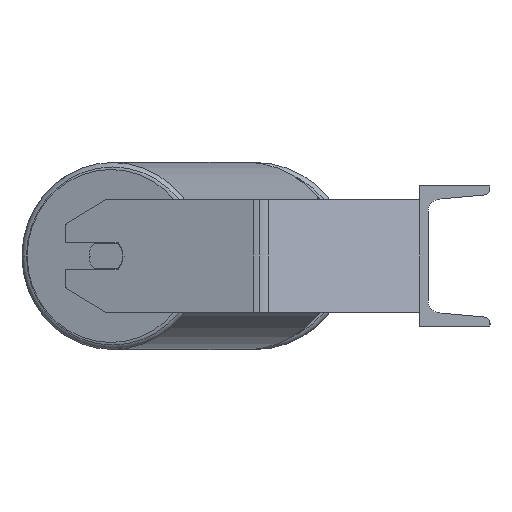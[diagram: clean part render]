
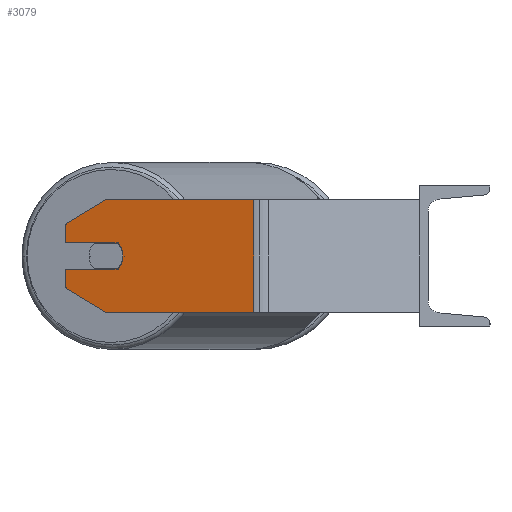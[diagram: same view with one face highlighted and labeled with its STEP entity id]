
A CAD part, left-side view. The second image highlights one B-rep face of the part: STEP entity #3079.
In plain terms, the highlighted planar face has unit normal (-0.966, 0.259, 0).
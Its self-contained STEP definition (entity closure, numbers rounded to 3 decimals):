
#52 = ORIENTED_EDGE ( 'NONE', *, *, #4994, .F. ) ;
#336 = CARTESIAN_POINT ( 'NONE',  ( -609.957, 215.262, -9.5 ) ) ;
#376 = CARTESIAN_POINT ( 'NONE',  ( -635.973, 118.169, 40. ) ) ;
#377 = CARTESIAN_POINT ( 'NONE',  ( -607.854, 223.109, -40. ) ) ;
#412 = CARTESIAN_POINT ( 'NONE',  ( -600.09, 252.087, 40. ) ) ;
#581 = VERTEX_POINT ( 'NONE', #9090 ) ;
#1066 = LINE ( 'NONE', #376, #5292 ) ;
#1071 = ORIENTED_EDGE ( 'NONE', *, *, #1491, .F. ) ;
#1215 = DIRECTION ( 'NONE',  ( 0.259, 0.966, 0. ) ) ;
#1491 = EDGE_CURVE ( 'NONE', #6062, #4268, #2309, .T. ) ;
#1870 = ORIENTED_EDGE ( 'NONE', *, *, #5227, .T. ) ;
#1910 = DIRECTION ( 'NONE',  ( 0.966, -0.259, 0. ) ) ;
#1974 = VECTOR ( 'NONE', #5883, 1000. ) ;
#2309 = LINE ( 'NONE', #7880, #7194 ) ;
#2327 = EDGE_LOOP ( 'NONE', ( #4703, #6963, #1870, #6057, #7181, #6629, #6454, #1071, #5185, #5283, #52 ) ) ;
#2519 = EDGE_CURVE ( 'NONE', #5377, #4268, #6378, .T. ) ;
#2523 = CARTESIAN_POINT ( 'NONE',  ( -607.854, 223.109, 0. ) ) ;
#2838 = CARTESIAN_POINT ( 'NONE',  ( -600.09, 252.087, 9.5 ) ) ;
#2896 = CARTESIAN_POINT ( 'NONE',  ( -600.09, 252.087, -22.679 ) ) ;
#3053 = LINE ( 'NONE', #377, #1974 ) ;
#3079 = ADVANCED_FACE ( 'NONE', ( #5424 ), #8139, .F. ) ;
#3138 = CARTESIAN_POINT ( 'NONE',  ( -600.09, 252.087, 40. ) ) ;
#3197 = DIRECTION ( 'NONE',  ( 0., 0., -1. ) ) ;
#3233 = DIRECTION ( 'NONE',  ( 0., 0., -1. ) ) ;
#3267 = LINE ( 'NONE', #3138, #6543 ) ;
#3387 = CARTESIAN_POINT ( 'NONE',  ( -611.09, 211.035, 0. ) ) ;
#3519 = LINE ( 'NONE', #7165, #4475 ) ;
#3637 = CIRCLE ( 'NONE', #6601, 12.5 ) ;
#3679 = DIRECTION ( 'NONE',  ( 0.259, 0.966, 0. ) ) ;
#3680 = VERTEX_POINT ( 'NONE', #2896 ) ;
#4042 = EDGE_CURVE ( 'NONE', #581, #3680, #6742, .T. ) ;
#4183 = LINE ( 'NONE', #7699, #8298 ) ;
#4206 = CIRCLE ( 'NONE', #5395, 12.5 ) ;
#4268 = VERTEX_POINT ( 'NONE', #2838 ) ;
#4383 = VERTEX_POINT ( 'NONE', #8703 ) ;
#4475 = VECTOR ( 'NONE', #6345, 1000. ) ;
#4592 = EDGE_CURVE ( 'NONE', #5042, #8459, #3267, .T. ) ;
#4599 = DIRECTION ( 'NONE',  ( -0.966, 0.259, 0. ) ) ;
#4703 = ORIENTED_EDGE ( 'NONE', *, *, #4042, .T. ) ;
#4726 = EDGE_CURVE ( 'NONE', #5042, #5377, #4183, .T. ) ;
#4874 = VERTEX_POINT ( 'NONE', #336 ) ;
#4994 = EDGE_CURVE ( 'NONE', #581, #4874, #3519, .T. ) ;
#5042 = VERTEX_POINT ( 'NONE', #5731 ) ;
#5112 = EDGE_CURVE ( 'NONE', #3680, #4383, #3053, .T. ) ;
#5115 = CARTESIAN_POINT ( 'NONE',  ( -600.09, 252.087, 40. ) ) ;
#5185 = ORIENTED_EDGE ( 'NONE', *, *, #7749, .F. ) ;
#5227 = EDGE_CURVE ( 'NONE', #4383, #7778, #7200, .T. ) ;
#5283 = ORIENTED_EDGE ( 'NONE', *, *, #6900, .F. ) ;
#5292 = VECTOR ( 'NONE', #3197, 1000. ) ;
#5308 = DIRECTION ( 'NONE',  ( -0.259, -0.966, 0. ) ) ;
#5375 = CARTESIAN_POINT ( 'NONE',  ( -600.09, 252.087, 40. ) ) ;
#5377 = VERTEX_POINT ( 'NONE', #6976 ) ;
#5395 = AXIS2_PLACEMENT_3D ( 'NONE', #2523, #4599, #5899 ) ;
#5424 = FACE_OUTER_BOUND ( 'NONE', #2327, .T. ) ;
#5731 = CARTESIAN_POINT ( 'NONE',  ( -607.854, 223.109, 40. ) ) ;
#5786 = VECTOR ( 'NONE', #6422, 1000. ) ;
#5819 = DIRECTION ( 'NONE',  ( -0.259, -0.966, 0. ) ) ;
#5850 = CARTESIAN_POINT ( 'NONE',  ( -635.973, 118.169, 40. ) ) ;
#5883 = DIRECTION ( 'NONE',  ( -0.224, -0.837, -0.5 ) ) ;
#5899 = DIRECTION ( 'NONE',  ( -0.259, -0.966, 0. ) ) ;
#6057 = ORIENTED_EDGE ( 'NONE', *, *, #9120, .F. ) ;
#6062 = VERTEX_POINT ( 'NONE', #8457 ) ;
#6145 = DIRECTION ( 'NONE',  ( -0.966, 0.259, 0. ) ) ;
#6345 = DIRECTION ( 'NONE',  ( -0.259, -0.966, 0. ) ) ;
#6378 = LINE ( 'NONE', #5115, #5786 ) ;
#6422 = DIRECTION ( 'NONE',  ( 0., 0., -1. ) ) ;
#6454 = ORIENTED_EDGE ( 'NONE', *, *, #2519, .T. ) ;
#6543 = VECTOR ( 'NONE', #5308, 1000. ) ;
#6601 = AXIS2_PLACEMENT_3D ( 'NONE', #8889, #6145, #8980 ) ;
#6629 = ORIENTED_EDGE ( 'NONE', *, *, #4726, .T. ) ;
#6742 = LINE ( 'NONE', #412, #8578 ) ;
#6900 = EDGE_CURVE ( 'NONE', #4874, #7324, #4206, .T. ) ;
#6963 = ORIENTED_EDGE ( 'NONE', *, *, #5112, .T. ) ;
#6976 = CARTESIAN_POINT ( 'NONE',  ( -600.09, 252.087, 22.679 ) ) ;
#6999 = DIRECTION ( 'NONE',  ( 0.224, 0.837, -0.5 ) ) ;
#7165 = CARTESIAN_POINT ( 'NONE',  ( -609.957, 215.262, -9.5 ) ) ;
#7181 = ORIENTED_EDGE ( 'NONE', *, *, #4592, .F. ) ;
#7194 = VECTOR ( 'NONE', #3679, 1000. ) ;
#7200 = LINE ( 'NONE', #8068, #8458 ) ;
#7324 = VERTEX_POINT ( 'NONE', #3387 ) ;
#7699 = CARTESIAN_POINT ( 'NONE',  ( -600.09, 252.087, 22.679 ) ) ;
#7749 = EDGE_CURVE ( 'NONE', #7324, #6062, #3637, .T. ) ;
#7778 = VERTEX_POINT ( 'NONE', #8937 ) ;
#7880 = CARTESIAN_POINT ( 'NONE',  ( -600.09, 252.087, 9.5 ) ) ;
#8068 = CARTESIAN_POINT ( 'NONE',  ( -600.09, 252.087, -40. ) ) ;
#8139 = PLANE ( 'NONE',  #8869 ) ;
#8298 = VECTOR ( 'NONE', #6999, 1000. ) ;
#8457 = CARTESIAN_POINT ( 'NONE',  ( -609.957, 215.262, 9.5 ) ) ;
#8458 = VECTOR ( 'NONE', #5819, 1000. ) ;
#8459 = VERTEX_POINT ( 'NONE', #5850 ) ;
#8578 = VECTOR ( 'NONE', #3233, 1000. ) ;
#8703 = CARTESIAN_POINT ( 'NONE',  ( -607.854, 223.109, -40. ) ) ;
#8869 = AXIS2_PLACEMENT_3D ( 'NONE', #5375, #1910, #1215 ) ;
#8889 = CARTESIAN_POINT ( 'NONE',  ( -607.854, 223.109, 0. ) ) ;
#8937 = CARTESIAN_POINT ( 'NONE',  ( -635.973, 118.169, -40. ) ) ;
#8980 = DIRECTION ( 'NONE',  ( -0.259, -0.966, 0. ) ) ;
#9090 = CARTESIAN_POINT ( 'NONE',  ( -600.09, 252.087, -9.5 ) ) ;
#9120 = EDGE_CURVE ( 'NONE', #8459, #7778, #1066, .T. ) ;
